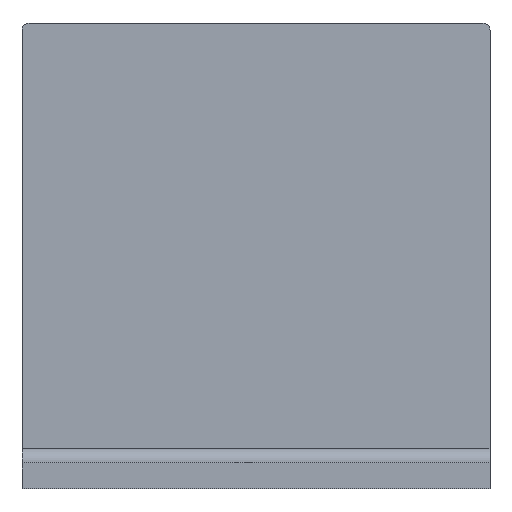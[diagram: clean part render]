
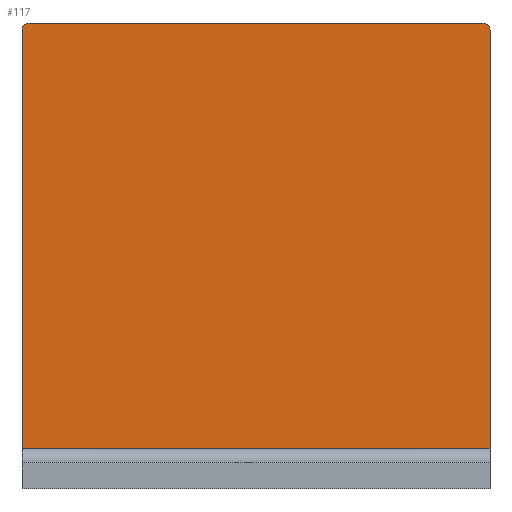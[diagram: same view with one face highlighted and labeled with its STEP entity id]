
A CAD part, top view. The second image highlights one B-rep face of the part: STEP entity #117.
In plain terms, the highlighted planar face has unit normal (0, 0, 1).
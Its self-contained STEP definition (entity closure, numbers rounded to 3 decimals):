
#13 = VERTEX_POINT ( 'NONE', #368 ) ;
#34 = LINE ( 'NONE', #714, #932 ) ;
#58 = AXIS2_PLACEMENT_3D ( 'NONE', #308, #792, #241 ) ;
#70 = EDGE_CURVE ( 'NONE', #180, #806, #987, .T. ) ;
#85 = ORIENTED_EDGE ( 'NONE', *, *, #884, .T. ) ;
#93 = CARTESIAN_POINT ( 'NONE',  ( 3., 177., 3. ) ) ;
#98 = DIRECTION ( 'NONE',  ( 0., 0., 1. ) ) ;
#113 = CARTESIAN_POINT ( 'NONE',  ( 0., 0., 3. ) ) ;
#117 = ADVANCED_FACE ( 'NONE', ( #351 ), #478, .F. ) ;
#119 = EDGE_LOOP ( 'NONE', ( #547, #151, #523, #449, #421, #85 ) ) ;
#151 = ORIENTED_EDGE ( 'NONE', *, *, #352, .T. ) ;
#172 = CARTESIAN_POINT ( 'NONE',  ( 0., 0., 3. ) ) ;
#180 = VERTEX_POINT ( 'NONE', #809 ) ;
#201 = LINE ( 'NONE', #440, #552 ) ;
#210 = CARTESIAN_POINT ( 'NONE',  ( 0., 177., 3. ) ) ;
#241 = DIRECTION ( 'NONE',  ( -1., 0., 0. ) ) ;
#255 = LINE ( 'NONE', #113, #941 ) ;
#257 = VECTOR ( 'NONE', #288, 1000. ) ;
#288 = DIRECTION ( 'NONE',  ( 0., 1., 0. ) ) ;
#308 = CARTESIAN_POINT ( 'NONE',  ( 195., 177., 3. ) ) ;
#333 = DIRECTION ( 'NONE',  ( 0., -1., 0. ) ) ;
#351 = FACE_OUTER_BOUND ( 'NONE', #119, .T. ) ;
#352 = EDGE_CURVE ( 'NONE', #806, #975, #366, .T. ) ;
#366 = CIRCLE ( 'NONE', #58, 3. ) ;
#368 = CARTESIAN_POINT ( 'NONE',  ( 0., 0., 3. ) ) ;
#396 = AXIS2_PLACEMENT_3D ( 'NONE', #93, #98, #863 ) ;
#421 = ORIENTED_EDGE ( 'NONE', *, *, #825, .T. ) ;
#436 = CARTESIAN_POINT ( 'NONE',  ( 198., 177., 3. ) ) ;
#440 = CARTESIAN_POINT ( 'NONE',  ( 0., 180., 3. ) ) ;
#449 = ORIENTED_EDGE ( 'NONE', *, *, #871, .T. ) ;
#478 = PLANE ( 'NONE',  #497 ) ;
#497 = AXIS2_PLACEMENT_3D ( 'NONE', #172, #728, #879 ) ;
#521 = DIRECTION ( 'NONE',  ( -1., 0., 0. ) ) ;
#523 = ORIENTED_EDGE ( 'NONE', *, *, #732, .T. ) ;
#547 = ORIENTED_EDGE ( 'NONE', *, *, #70, .T. ) ;
#550 = DIRECTION ( 'NONE',  ( 1., 0., 0. ) ) ;
#552 = VECTOR ( 'NONE', #521, 1000. ) ;
#564 = CIRCLE ( 'NONE', #396, 3. ) ;
#708 = VERTEX_POINT ( 'NONE', #210 ) ;
#714 = CARTESIAN_POINT ( 'NONE',  ( 0., 0., 3. ) ) ;
#728 = DIRECTION ( 'NONE',  ( 0., 0., -1. ) ) ;
#732 = EDGE_CURVE ( 'NONE', #975, #844, #201, .T. ) ;
#771 = CARTESIAN_POINT ( 'NONE',  ( 198., 0., 3. ) ) ;
#792 = DIRECTION ( 'NONE',  ( 0., 0., 1. ) ) ;
#806 = VERTEX_POINT ( 'NONE', #436 ) ;
#809 = CARTESIAN_POINT ( 'NONE',  ( 198., 0., 3. ) ) ;
#825 = EDGE_CURVE ( 'NONE', #708, #13, #255, .T. ) ;
#844 = VERTEX_POINT ( 'NONE', #971 ) ;
#863 = DIRECTION ( 'NONE',  ( -1., 0., 0. ) ) ;
#871 = EDGE_CURVE ( 'NONE', #844, #708, #564, .T. ) ;
#879 = DIRECTION ( 'NONE',  ( -1., 0., 0. ) ) ;
#884 = EDGE_CURVE ( 'NONE', #13, #180, #34, .T. ) ;
#932 = VECTOR ( 'NONE', #550, 1000. ) ;
#941 = VECTOR ( 'NONE', #333, 1000. ) ;
#970 = CARTESIAN_POINT ( 'NONE',  ( 195., 180., 3. ) ) ;
#971 = CARTESIAN_POINT ( 'NONE',  ( 3., 180., 3. ) ) ;
#975 = VERTEX_POINT ( 'NONE', #970 ) ;
#987 = LINE ( 'NONE', #771, #257 ) ;
